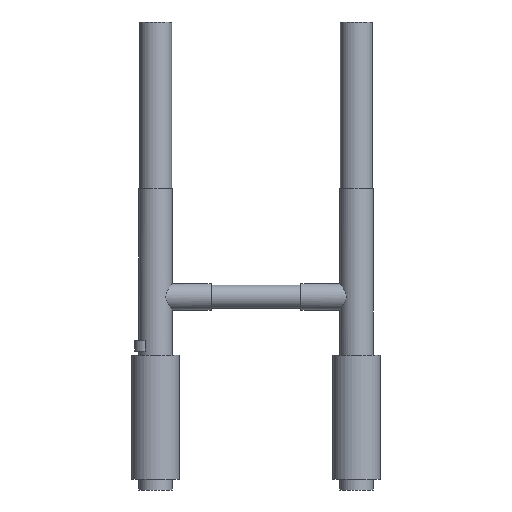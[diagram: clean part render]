
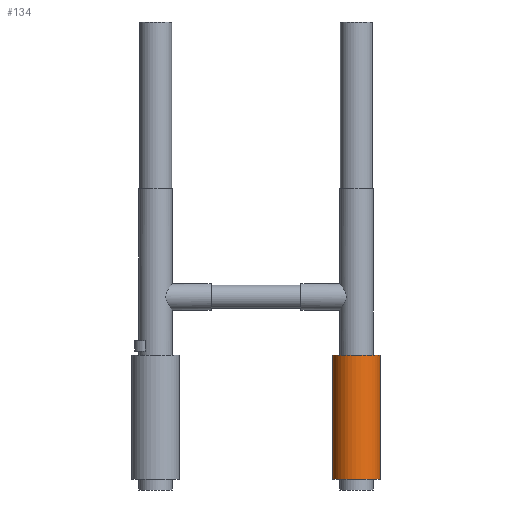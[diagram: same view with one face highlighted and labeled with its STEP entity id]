
A CAD part, front view. The second image highlights one B-rep face of the part: STEP entity #134.
In plain terms, the highlighted cylindrical face has radius 11.303 mm (diameter 22.606 mm), a partial arc.
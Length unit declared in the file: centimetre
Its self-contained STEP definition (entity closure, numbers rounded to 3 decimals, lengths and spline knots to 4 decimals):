
#4 = CARTESIAN_POINT ( 'NONE',  ( 9.652, 0., 6.477 ) ) ;
#9 = FACE_OUTER_BOUND ( 'NONE', #672, .T. ) ;
#31 = EDGE_CURVE ( 'NONE', #69, #805, #454, .T. ) ;
#69 = VERTEX_POINT ( 'NONE', #591 ) ;
#103 = CIRCLE ( 'NONE', #1058, 1.1303 ) ;
#113 = ORIENTED_EDGE ( 'NONE', *, *, #679, .F. ) ;
#134 = ADVANCED_FACE ( 'NONE', ( #9 ), #318, .T. ) ;
#166 = DIRECTION ( 'NONE',  ( -1., 0., 0. ) ) ;
#182 = DIRECTION ( 'NONE',  ( 0., 0., -1. ) ) ;
#200 = VERTEX_POINT ( 'NONE', #324 ) ;
#247 = CARTESIAN_POINT ( 'NONE',  ( 9.652, 0., 0.508 ) ) ;
#252 = CARTESIAN_POINT ( 'NONE',  ( 10.7823, 0., 6.477 ) ) ;
#318 = CYLINDRICAL_SURFACE ( 'NONE', #436, 1.1303 ) ;
#324 = CARTESIAN_POINT ( 'NONE',  ( 10.7823, 0., 0.508 ) ) ;
#329 = DIRECTION ( 'NONE',  ( 0., 0., -1. ) ) ;
#357 = VECTOR ( 'NONE', #366, 100. ) ;
#366 = DIRECTION ( 'NONE',  ( 0., 0., -1. ) ) ;
#385 = ORIENTED_EDGE ( 'NONE', *, *, #31, .T. ) ;
#414 = VECTOR ( 'NONE', #182, 100. ) ;
#436 = AXIS2_PLACEMENT_3D ( 'NONE', #4, #329, #732 ) ;
#454 = CIRCLE ( 'NONE', #1064, 1.1303 ) ;
#475 = CARTESIAN_POINT ( 'NONE',  ( 8.5217, 0., 6.477 ) ) ;
#485 = CARTESIAN_POINT ( 'NONE',  ( 9.652, 0., 6.477 ) ) ;
#503 = ORIENTED_EDGE ( 'NONE', *, *, #595, .T. ) ;
#552 = DIRECTION ( 'NONE',  ( -1., 0., 0. ) ) ;
#591 = CARTESIAN_POINT ( 'NONE',  ( 10.7823, 0., 6.477 ) ) ;
#595 = EDGE_CURVE ( 'NONE', #805, #930, #1091, .T. ) ;
#656 = DIRECTION ( 'NONE',  ( 0., 0., -1. ) ) ;
#672 = EDGE_LOOP ( 'NONE', ( #385, #503, #113, #1108 ) ) ;
#679 = EDGE_CURVE ( 'NONE', #200, #930, #103, .T. ) ;
#732 = DIRECTION ( 'NONE',  ( 1., 0., 0. ) ) ;
#805 = VERTEX_POINT ( 'NONE', #1313 ) ;
#925 = CARTESIAN_POINT ( 'NONE',  ( 8.5217, 0., 0.508 ) ) ;
#929 = DIRECTION ( 'NONE',  ( 0., 0., -1. ) ) ;
#930 = VERTEX_POINT ( 'NONE', #925 ) ;
#1058 = AXIS2_PLACEMENT_3D ( 'NONE', #247, #656, #552 ) ;
#1064 = AXIS2_PLACEMENT_3D ( 'NONE', #485, #929, #166 ) ;
#1091 = LINE ( 'NONE', #475, #414 ) ;
#1108 = ORIENTED_EDGE ( 'NONE', *, *, #1153, .F. ) ;
#1153 = EDGE_CURVE ( 'NONE', #69, #200, #1178, .T. ) ;
#1178 = LINE ( 'NONE', #252, #357 ) ;
#1313 = CARTESIAN_POINT ( 'NONE',  ( 8.5217, 0., 6.477 ) ) ;
